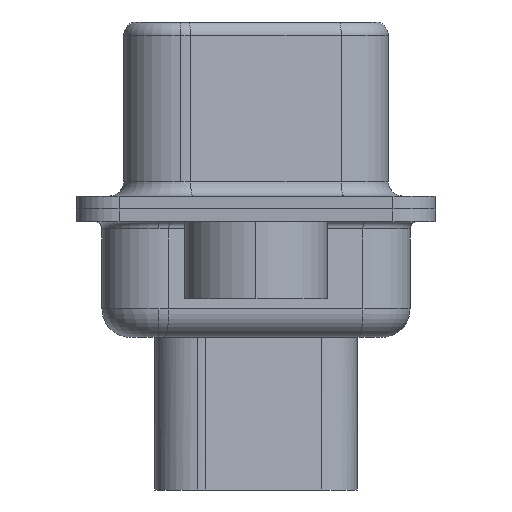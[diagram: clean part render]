
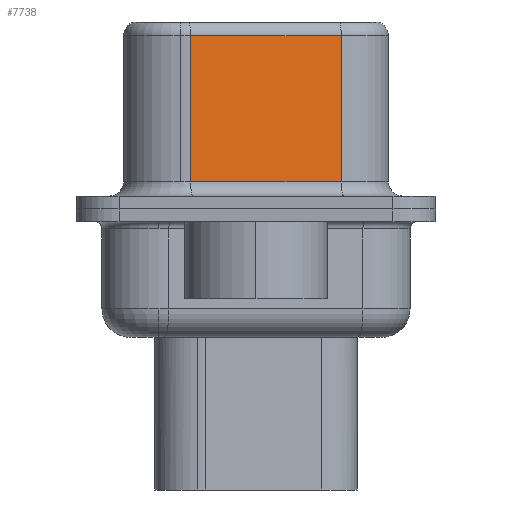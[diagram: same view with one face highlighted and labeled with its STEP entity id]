
A CAD part, left-side view. The second image highlights one B-rep face of the part: STEP entity #7738.
In plain terms, the highlighted planar face has unit normal (-0.985, -0.174, 0).
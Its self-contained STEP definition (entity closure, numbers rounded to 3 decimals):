
#515 = VERTEX_POINT ( 'NONE', #15688 ) ;
#522 = VECTOR ( 'NONE', #12914, 1000. ) ;
#1266 = LINE ( 'NONE', #11841, #8132 ) ;
#2055 = CARTESIAN_POINT ( 'NONE',  ( 4.546, -2.987, 0.95 ) ) ;
#2402 = CARTESIAN_POINT ( 'NONE',  ( 3.615, 2.293, 6.07 ) ) ;
#3106 = ORIENTED_EDGE ( 'NONE', *, *, #10668, .T. ) ;
#3640 = LINE ( 'NONE', #2055, #522 ) ;
#3721 = EDGE_CURVE ( 'NONE', #3740, #515, #3640, .T. ) ;
#3722 = CARTESIAN_POINT ( 'NONE',  ( 3.615, 2.293, 0.95 ) ) ;
#3740 = VERTEX_POINT ( 'NONE', #3722 ) ;
#3856 = LINE ( 'NONE', #7861, #7304 ) ;
#4638 = DIRECTION ( 'NONE',  ( 0.985, 0.174, 0. ) ) ;
#5995 = ORIENTED_EDGE ( 'NONE', *, *, #7461, .F. ) ;
#7304 = VECTOR ( 'NONE', #13207, 1000. ) ;
#7461 = EDGE_CURVE ( 'NONE', #17065, #515, #9450, .T. ) ;
#7738 = ADVANCED_FACE ( 'NONE', ( #11542 ), #14277, .F. ) ;
#7861 = CARTESIAN_POINT ( 'NONE',  ( 4.546, -2.987, 6.07 ) ) ;
#8044 = CARTESIAN_POINT ( 'NONE',  ( 4.546, -2.987, 6.57 ) ) ;
#8132 = VECTOR ( 'NONE', #15824, 1000. ) ;
#8405 = CARTESIAN_POINT ( 'NONE',  ( 4.546, -2.987, 6.07 ) ) ;
#8725 = CARTESIAN_POINT ( 'NONE',  ( 4.546, -2.987, 6.57 ) ) ;
#9116 = ORIENTED_EDGE ( 'NONE', *, *, #3721, .T. ) ;
#9450 = LINE ( 'NONE', #8044, #9512 ) ;
#9512 = VECTOR ( 'NONE', #16052, 1000. ) ;
#10121 = EDGE_CURVE ( 'NONE', #12340, #3740, #1266, .T. ) ;
#10668 = EDGE_CURVE ( 'NONE', #17065, #12340, #3856, .T. ) ;
#11542 = FACE_OUTER_BOUND ( 'NONE', #11550, .T. ) ;
#11550 = EDGE_LOOP ( 'NONE', ( #5995, #3106, #16783, #9116 ) ) ;
#11841 = CARTESIAN_POINT ( 'NONE',  ( 3.615, 2.293, 6.57 ) ) ;
#12340 = VERTEX_POINT ( 'NONE', #2402 ) ;
#12914 = DIRECTION ( 'NONE',  ( 0.174, -0.985, 0. ) ) ;
#13207 = DIRECTION ( 'NONE',  ( -0.174, 0.985, 0. ) ) ;
#14277 = PLANE ( 'NONE',  #14313 ) ;
#14313 = AXIS2_PLACEMENT_3D ( 'NONE', #8725, #4638, #15511 ) ;
#15511 = DIRECTION ( 'NONE',  ( -0.174, 0.985, 0. ) ) ;
#15688 = CARTESIAN_POINT ( 'NONE',  ( 4.546, -2.987, 0.95 ) ) ;
#15824 = DIRECTION ( 'NONE',  ( 0., 0., -1. ) ) ;
#16052 = DIRECTION ( 'NONE',  ( 0., 0., -1. ) ) ;
#16783 = ORIENTED_EDGE ( 'NONE', *, *, #10121, .T. ) ;
#17065 = VERTEX_POINT ( 'NONE', #8405 ) ;
